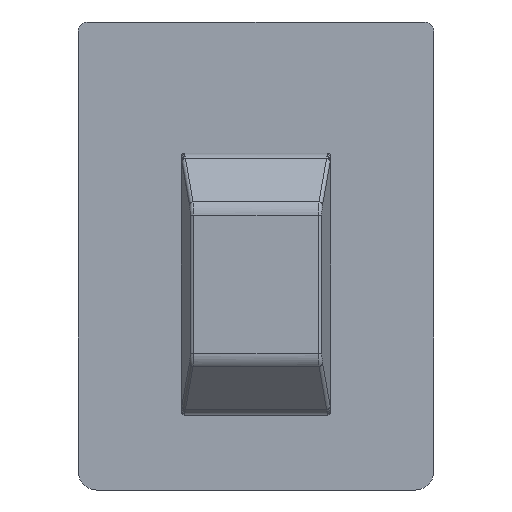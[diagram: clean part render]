
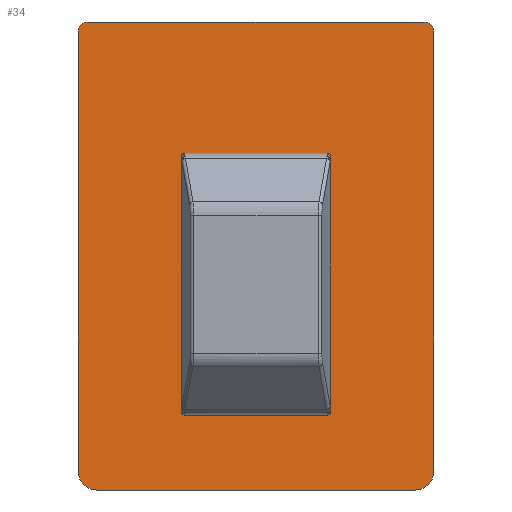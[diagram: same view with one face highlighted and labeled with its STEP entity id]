
A CAD part, front view. The second image highlights one B-rep face of the part: STEP entity #34.
In plain terms, the highlighted planar face has unit normal (0, -1, 0).
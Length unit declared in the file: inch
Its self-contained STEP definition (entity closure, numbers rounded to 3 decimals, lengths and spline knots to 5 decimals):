
#14 = VERTEX_POINT ( 'NONE', #3702 ) ;
#25 = EDGE_CURVE ( 'NONE', #3865, #3158, #946, .T. ) ;
#28 = DIRECTION ( 'NONE',  ( 1., 0., 0. ) ) ;
#34 = ADVANCED_FACE ( 'NONE', ( #3594, #5641 ), #6099, .T. ) ;
#102 = DIRECTION ( 'NONE',  ( 0., 0., -1. ) ) ;
#105 = CARTESIAN_POINT ( 'NONE',  ( -0.15748, 0., -0.7126 ) ) ;
#223 = ORIENTED_EDGE ( 'NONE', *, *, #5945, .T. ) ;
#403 = DIRECTION ( 'NONE',  ( 0., 1., 0. ) ) ;
#480 = CARTESIAN_POINT ( 'NONE',  ( -0.37402, 0., -0.01969 ) ) ;
#512 = DIRECTION ( 'NONE',  ( 0., -1., 0. ) ) ;
#560 = CARTESIAN_POINT ( 'NONE',  ( -0.33465, 0., -0.98425 ) ) ;
#563 = VERTEX_POINT ( 'NONE', #105 ) ;
#874 = CARTESIAN_POINT ( 'NONE',  ( 0.35433, 0., -0.01969 ) ) ;
#946 = CIRCLE ( 'NONE', #3773, 0.1378 ) ;
#1063 = CIRCLE ( 'NONE', #6433, 0.01969 ) ;
#1085 = EDGE_CURVE ( 'NONE', #2860, #2848, #4863, .T. ) ;
#1124 = DIRECTION ( 'NONE',  ( 0., 1., 0. ) ) ;
#1132 = LINE ( 'NONE', #6408, #6526 ) ;
#1189 = VECTOR ( 'NONE', #4383, 39.37008 ) ;
#1258 = DIRECTION ( 'NONE',  ( 0., 0., -1. ) ) ;
#1400 = CARTESIAN_POINT ( 'NONE',  ( 0.01969, 0., -0.7126 ) ) ;
#1461 = ORIENTED_EDGE ( 'NONE', *, *, #2680, .T. ) ;
#1563 = ORIENTED_EDGE ( 'NONE', *, *, #3682, .T. ) ;
#1702 = CARTESIAN_POINT ( 'NONE',  ( 0.33465, 0., -0.94488 ) ) ;
#1727 = CIRCLE ( 'NONE', #4423, 0.03937 ) ;
#1736 = CARTESIAN_POINT ( 'NONE',  ( -0.01969, 0., -0.38976 ) ) ;
#1739 = EDGE_LOOP ( 'NONE', ( #1761, #4763, #4784, #5532, #6042, #2577 ) ) ;
#1761 = ORIENTED_EDGE ( 'NONE', *, *, #4448, .T. ) ;
#1892 = VECTOR ( 'NONE', #4450, 39.37008 ) ;
#1988 = DIRECTION ( 'NONE',  ( 1., 0., 0. ) ) ;
#1991 = DIRECTION ( 'NONE',  ( -1., 0., 0. ) ) ;
#2038 = ORIENTED_EDGE ( 'NONE', *, *, #1085, .T. ) ;
#2074 = CARTESIAN_POINT ( 'NONE',  ( -0.33465, 0., -0.94488 ) ) ;
#2107 = EDGE_CURVE ( 'NONE', #6345, #4671, #1727, .T. ) ;
#2136 = VECTOR ( 'NONE', #1991, 39.37008 ) ;
#2157 = CARTESIAN_POINT ( 'NONE',  ( 0.37402, 0., -0.94488 ) ) ;
#2253 = DIRECTION ( 'NONE',  ( 0., 1., 0. ) ) ;
#2325 = CARTESIAN_POINT ( 'NONE',  ( 0.15748, 0., -0.38976 ) ) ;
#2379 = CARTESIAN_POINT ( 'NONE',  ( 0.37402, 0., -0.01969 ) ) ;
#2392 = LINE ( 'NONE', #6595, #1892 ) ;
#2405 = CARTESIAN_POINT ( 'NONE',  ( 0.37402, 0., -0.98425 ) ) ;
#2412 = VERTEX_POINT ( 'NONE', #5932 ) ;
#2577 = ORIENTED_EDGE ( 'NONE', *, *, #3752, .T. ) ;
#2634 = DIRECTION ( 'NONE',  ( 0., 1., 0. ) ) ;
#2663 = CARTESIAN_POINT ( 'NONE',  ( -0.35433, 0., -0.01969 ) ) ;
#2665 = VECTOR ( 'NONE', #28, 39.37008 ) ;
#2680 = EDGE_CURVE ( 'NONE', #3321, #4671, #6299, .T. ) ;
#2774 = CARTESIAN_POINT ( 'NONE',  ( -0.15748, 0., -0.52756 ) ) ;
#2787 = AXIS2_PLACEMENT_3D ( 'NONE', #2663, #2634, #5119 ) ;
#2848 = VERTEX_POINT ( 'NONE', #5862 ) ;
#2860 = VERTEX_POINT ( 'NONE', #4861 ) ;
#2907 = DIRECTION ( 'NONE',  ( 0., 0., 1. ) ) ;
#2960 = EDGE_CURVE ( 'NONE', #3158, #6141, #2392, .T. ) ;
#3082 = ORIENTED_EDGE ( 'NONE', *, *, #2107, .F. ) ;
#3139 = DIRECTION ( 'NONE',  ( 0., 0., 1. ) ) ;
#3158 = VERTEX_POINT ( 'NONE', #1736 ) ;
#3246 = VERTEX_POINT ( 'NONE', #1400 ) ;
#3259 = ORIENTED_EDGE ( 'NONE', *, *, #5099, .F. ) ;
#3321 = VERTEX_POINT ( 'NONE', #560 ) ;
#3342 = ORIENTED_EDGE ( 'NONE', *, *, #6414, .F. ) ;
#3387 = LINE ( 'NONE', #2405, #3537 ) ;
#3412 = EDGE_CURVE ( 'NONE', #6141, #14, #1132, .T. ) ;
#3524 = CARTESIAN_POINT ( 'NONE',  ( 0.01969, 0., -0.5748 ) ) ;
#3537 = VECTOR ( 'NONE', #5968, 39.37008 ) ;
#3558 = CARTESIAN_POINT ( 'NONE',  ( -0.37402, 0., -0.98425 ) ) ;
#3594 = FACE_OUTER_BOUND ( 'NONE', #3933, .T. ) ;
#3599 = DIRECTION ( 'NONE',  ( 0., 1., 0. ) ) ;
#3679 = LINE ( 'NONE', #3711, #3870 ) ;
#3682 = EDGE_CURVE ( 'NONE', #2412, #3321, #4291, .T. ) ;
#3683 = EDGE_CURVE ( 'NONE', #14, #3246, #5786, .T. ) ;
#3702 = CARTESIAN_POINT ( 'NONE',  ( 0.15748, 0., -0.5748 ) ) ;
#3711 = CARTESIAN_POINT ( 'NONE',  ( -0.15748, 0., -0.98425 ) ) ;
#3727 = CARTESIAN_POINT ( 'NONE',  ( -0.37402, 0., -0.98425 ) ) ;
#3752 = EDGE_CURVE ( 'NONE', #3246, #563, #4601, .T. ) ;
#3757 = AXIS2_PLACEMENT_3D ( 'NONE', #2074, #512, #5572 ) ;
#3773 = AXIS2_PLACEMENT_3D ( 'NONE', #5742, #1124, #4062 ) ;
#3865 = VERTEX_POINT ( 'NONE', #2774 ) ;
#3870 = VECTOR ( 'NONE', #3139, 39.37008 ) ;
#3933 = EDGE_LOOP ( 'NONE', ( #2038, #3342, #4215, #1563, #1461, #3082, #223, #3259 ) ) ;
#4062 = DIRECTION ( 'NONE',  ( 0., 0., 1. ) ) ;
#4215 = ORIENTED_EDGE ( 'NONE', *, *, #5559, .F. ) ;
#4291 = CIRCLE ( 'NONE', #3757, 0.03937 ) ;
#4383 = DIRECTION ( 'NONE',  ( -1., 0., 0. ) ) ;
#4423 = AXIS2_PLACEMENT_3D ( 'NONE', #1702, #2253, #1988 ) ;
#4448 = EDGE_CURVE ( 'NONE', #563, #3865, #3679, .T. ) ;
#4450 = DIRECTION ( 'NONE',  ( 1., 0., 0. ) ) ;
#4529 = CARTESIAN_POINT ( 'NONE',  ( -0.37402, 0., -0.98425 ) ) ;
#4568 = CARTESIAN_POINT ( 'NONE',  ( -0.37402, 0., -0.7126 ) ) ;
#4601 = LINE ( 'NONE', #4568, #2136 ) ;
#4671 = VERTEX_POINT ( 'NONE', #6382 ) ;
#4735 = AXIS2_PLACEMENT_3D ( 'NONE', #3558, #5606, #102 ) ;
#4763 = ORIENTED_EDGE ( 'NONE', *, *, #25, .T. ) ;
#4784 = ORIENTED_EDGE ( 'NONE', *, *, #2960, .T. ) ;
#4861 = CARTESIAN_POINT ( 'NONE',  ( 0.35433, 0., 0. ) ) ;
#4863 = LINE ( 'NONE', #5329, #1189 ) ;
#4888 = VERTEX_POINT ( 'NONE', #2379 ) ;
#4978 = VERTEX_POINT ( 'NONE', #480 ) ;
#5099 = EDGE_CURVE ( 'NONE', #2860, #4888, #1063, .T. ) ;
#5119 = DIRECTION ( 'NONE',  ( 0., 0., -1. ) ) ;
#5329 = CARTESIAN_POINT ( 'NONE',  ( -0.37402, 0., 0. ) ) ;
#5463 = DIRECTION ( 'NONE',  ( 0., 0., 1. ) ) ;
#5532 = ORIENTED_EDGE ( 'NONE', *, *, #3412, .T. ) ;
#5559 = EDGE_CURVE ( 'NONE', #2412, #4978, #6532, .T. ) ;
#5572 = DIRECTION ( 'NONE',  ( 0., 0., 1. ) ) ;
#5606 = DIRECTION ( 'NONE',  ( 0., -1., 0. ) ) ;
#5641 = FACE_BOUND ( 'NONE', #1739, .T. ) ;
#5681 = DIRECTION ( 'NONE',  ( 0., 0., 1. ) ) ;
#5688 = VECTOR ( 'NONE', #5463, 39.37008 ) ;
#5694 = CIRCLE ( 'NONE', #2787, 0.01969 ) ;
#5742 = CARTESIAN_POINT ( 'NONE',  ( -0.01969, 0., -0.52756 ) ) ;
#5786 = CIRCLE ( 'NONE', #6425, 0.1378 ) ;
#5862 = CARTESIAN_POINT ( 'NONE',  ( -0.35433, 0., 0. ) ) ;
#5932 = CARTESIAN_POINT ( 'NONE',  ( -0.37402, 0., -0.94488 ) ) ;
#5945 = EDGE_CURVE ( 'NONE', #6345, #4888, #3387, .T. ) ;
#5968 = DIRECTION ( 'NONE',  ( 0., 0., 1. ) ) ;
#6042 = ORIENTED_EDGE ( 'NONE', *, *, #3683, .T. ) ;
#6099 = PLANE ( 'NONE',  #4735 ) ;
#6141 = VERTEX_POINT ( 'NONE', #2325 ) ;
#6299 = LINE ( 'NONE', #3727, #2665 ) ;
#6345 = VERTEX_POINT ( 'NONE', #2157 ) ;
#6382 = CARTESIAN_POINT ( 'NONE',  ( 0.33465, 0., -0.98425 ) ) ;
#6408 = CARTESIAN_POINT ( 'NONE',  ( 0.15748, 0., -0.98425 ) ) ;
#6414 = EDGE_CURVE ( 'NONE', #4978, #2848, #5694, .T. ) ;
#6425 = AXIS2_PLACEMENT_3D ( 'NONE', #3524, #3599, #5681 ) ;
#6433 = AXIS2_PLACEMENT_3D ( 'NONE', #874, #403, #2907 ) ;
#6526 = VECTOR ( 'NONE', #1258, 39.37008 ) ;
#6532 = LINE ( 'NONE', #4529, #5688 ) ;
#6595 = CARTESIAN_POINT ( 'NONE',  ( -0.37402, 0., -0.38976 ) ) ;
